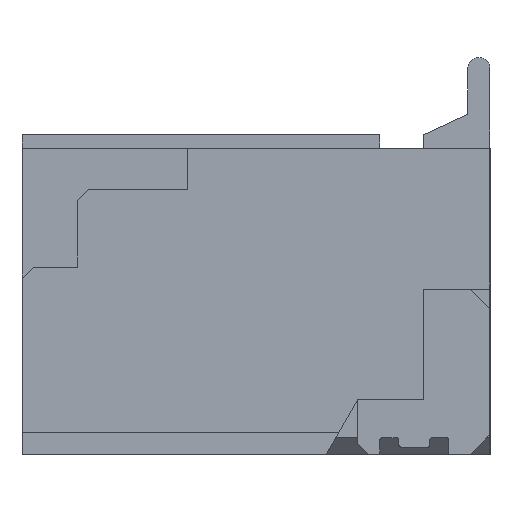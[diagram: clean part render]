
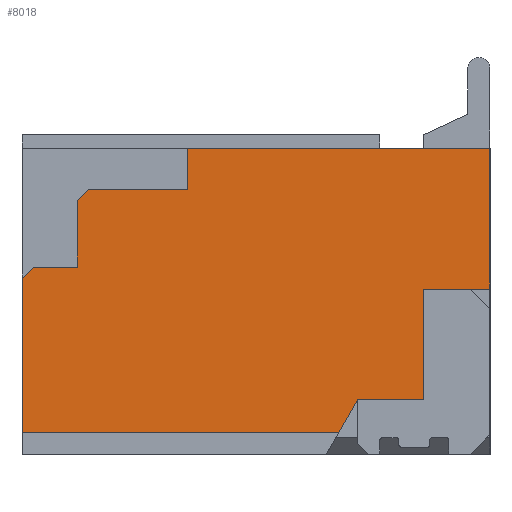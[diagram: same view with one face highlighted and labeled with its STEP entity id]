
A CAD part, left-side view. The second image highlights one B-rep face of the part: STEP entity #8018.
In plain terms, the highlighted planar face has unit normal (-1, 0, 0).
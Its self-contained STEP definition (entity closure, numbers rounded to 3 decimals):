
#39 = ORIENTED_EDGE ( 'NONE', *, *, #5332, .T. ) ;
#167 = LINE ( 'NONE', #6914, #14300 ) ;
#380 = CARTESIAN_POINT ( 'NONE',  ( -6., 0., 1.33 ) ) ;
#474 = DIRECTION ( 'NONE',  ( 0., -1., 0. ) ) ;
#845 = VERTEX_POINT ( 'NONE', #5045 ) ;
#924 = ORIENTED_EDGE ( 'NONE', *, *, #16239, .T. ) ;
#1259 = LINE ( 'NONE', #14040, #13464 ) ;
#1376 = DIRECTION ( 'NONE',  ( 0., 0.707, -0.707 ) ) ;
#1410 = EDGE_CURVE ( 'NONE', #2984, #12557, #1259, .T. ) ;
#1508 = CARTESIAN_POINT ( 'NONE',  ( -6., 3.75, 0.85 ) ) ;
#1530 = DIRECTION ( 'NONE',  ( 0., 0.707, -0.707 ) ) ;
#1637 = FACE_OUTER_BOUND ( 'NONE', #12700, .T. ) ;
#1820 = ORIENTED_EDGE ( 'NONE', *, *, #5726, .T. ) ;
#2005 = CARTESIAN_POINT ( 'NONE',  ( -6., 2.75, 0. ) ) ;
#2268 = CARTESIAN_POINT ( 'NONE',  ( -6., 0., 0.25 ) ) ;
#2303 = DIRECTION ( 'NONE',  ( 0., 0., -1. ) ) ;
#2577 = CARTESIAN_POINT ( 'NONE',  ( -6., 2.75, 0.95 ) ) ;
#2760 = VERTEX_POINT ( 'NONE', #5834 ) ;
#2874 = VERTEX_POINT ( 'NONE', #1508 ) ;
#2920 = CARTESIAN_POINT ( 'NONE',  ( -6., 3.75, 0. ) ) ;
#2984 = VERTEX_POINT ( 'NONE', #13251 ) ;
#3014 = VECTOR ( 'NONE', #2303, 1000. ) ;
#3496 = CARTESIAN_POINT ( 'NONE',  ( -6., 0.6, 0. ) ) ;
#3510 = ORIENTED_EDGE ( 'NONE', *, *, #6475, .F. ) ;
#3560 = LINE ( 'NONE', #8682, #16238 ) ;
#3765 = CARTESIAN_POINT ( 'NONE',  ( -6., 0., 0.05 ) ) ;
#3840 = VERTEX_POINT ( 'NONE', #12546 ) ;
#3885 = CARTESIAN_POINT ( 'NONE',  ( -6., 4.25, 0.15 ) ) ;
#4311 = VERTEX_POINT ( 'NONE', #12608 ) ;
#4574 = VERTEX_POINT ( 'NONE', #5605 ) ;
#4950 = CARTESIAN_POINT ( 'NONE',  ( -6., 0.6, 0.05 ) ) ;
#5045 = CARTESIAN_POINT ( 'NONE',  ( -6., 3.75, 0.25 ) ) ;
#5121 = ORIENTED_EDGE ( 'NONE', *, *, #6142, .F. ) ;
#5234 = VERTEX_POINT ( 'NONE', #4950 ) ;
#5247 = VECTOR ( 'NONE', #1376, 1000. ) ;
#5332 = EDGE_CURVE ( 'NONE', #2760, #2874, #15927, .T. ) ;
#5350 = CARTESIAN_POINT ( 'NONE',  ( -6., 0., 1.33 ) ) ;
#5515 = DIRECTION ( 'NONE',  ( -1., 0., 0. ) ) ;
#5529 = DIRECTION ( 'NONE',  ( 0., 1., 0. ) ) ;
#5550 = VECTOR ( 'NONE', #7542, 1000. ) ;
#5598 = DIRECTION ( 'NONE',  ( 0., 0., 1. ) ) ;
#5605 = CARTESIAN_POINT ( 'NONE',  ( -6., 0.6, -0.95 ) ) ;
#5726 = EDGE_CURVE ( 'NONE', #2984, #15785, #15528, .T. ) ;
#5833 = VECTOR ( 'NONE', #15454, 1000. ) ;
#5834 = CARTESIAN_POINT ( 'NONE',  ( -6., 3.65, 0.95 ) ) ;
#5952 = DIRECTION ( 'NONE',  ( 0., 1., 0. ) ) ;
#5997 = VECTOR ( 'NONE', #5952, 1000. ) ;
#6136 = ORIENTED_EDGE ( 'NONE', *, *, #12146, .T. ) ;
#6142 = EDGE_CURVE ( 'NONE', #5234, #4574, #9341, .T. ) ;
#6466 = LINE ( 'NONE', #10269, #5247 ) ;
#6475 = EDGE_CURVE ( 'NONE', #4311, #15785, #12787, .T. ) ;
#6872 = CARTESIAN_POINT ( 'NONE',  ( -6., 2.3, 2.3 ) ) ;
#6880 = ORIENTED_EDGE ( 'NONE', *, *, #9114, .T. ) ;
#6914 = CARTESIAN_POINT ( 'NONE',  ( -6., 0., 0.95 ) ) ;
#7013 = ORIENTED_EDGE ( 'NONE', *, *, #1410, .F. ) ;
#7078 = CARTESIAN_POINT ( 'NONE',  ( -6., 2.75, 1.33 ) ) ;
#7204 = CARTESIAN_POINT ( 'NONE',  ( -6., 0.489, 0.282 ) ) ;
#7452 = AXIS2_PLACEMENT_3D ( 'NONE', #16125, #5515, #5598 ) ;
#7542 = DIRECTION ( 'NONE',  ( 0., 1., 0. ) ) ;
#7826 = EDGE_CURVE ( 'NONE', #3840, #12557, #6466, .T. ) ;
#7897 = EDGE_CURVE ( 'NONE', #14852, #15846, #14165, .T. ) ;
#8018 = ADVANCED_FACE ( 'NONE', ( #1637 ), #10853, .T. ) ;
#8177 = LINE ( 'NONE', #13536, #8575 ) ;
#8257 = VERTEX_POINT ( 'NONE', #2577 ) ;
#8445 = LINE ( 'NONE', #2920, #12974 ) ;
#8575 = VECTOR ( 'NONE', #474, 1000. ) ;
#8682 = CARTESIAN_POINT ( 'NONE',  ( -6., 0., -0.95 ) ) ;
#8895 = DIRECTION ( 'NONE',  ( 0., -1., 0. ) ) ;
#9027 = ORIENTED_EDGE ( 'NONE', *, *, #7897, .F. ) ;
#9055 = CARTESIAN_POINT ( 'NONE',  ( -6., 0., -1.25 ) ) ;
#9114 = EDGE_CURVE ( 'NONE', #17064, #8257, #9453, .T. ) ;
#9341 = LINE ( 'NONE', #3496, #3014 ) ;
#9403 = EDGE_CURVE ( 'NONE', #8257, #2760, #167, .T. ) ;
#9453 = LINE ( 'NONE', #2005, #10148 ) ;
#9502 = VECTOR ( 'NONE', #1530, 1000. ) ;
#10013 = CARTESIAN_POINT ( 'NONE',  ( -6., 0., 0.05 ) ) ;
#10107 = LINE ( 'NONE', #2268, #5550 ) ;
#10148 = VECTOR ( 'NONE', #13428, 1000. ) ;
#10269 = CARTESIAN_POINT ( 'NONE',  ( -6., 2.2, 2.2 ) ) ;
#10534 = EDGE_CURVE ( 'NONE', #4574, #4311, #3560, .T. ) ;
#10565 = ORIENTED_EDGE ( 'NONE', *, *, #9403, .T. ) ;
#10853 = PLANE ( 'NONE',  #7452 ) ;
#12008 = ORIENTED_EDGE ( 'NONE', *, *, #15909, .F. ) ;
#12146 = EDGE_CURVE ( 'NONE', #845, #3840, #10107, .T. ) ;
#12546 = CARTESIAN_POINT ( 'NONE',  ( -6., 4.15, 0.25 ) ) ;
#12557 = VERTEX_POINT ( 'NONE', #3885 ) ;
#12608 = CARTESIAN_POINT ( 'NONE',  ( -6., 1.2, -0.95 ) ) ;
#12618 = DIRECTION ( 'NONE',  ( 0., 0.5, -0.866 ) ) ;
#12700 = EDGE_LOOP ( 'NONE', ( #7013, #1820, #3510, #15809, #5121, #13024, #9027, #12008, #6880, #10565, #39, #924, #6136, #16959 ) ) ;
#12787 = LINE ( 'NONE', #7204, #14341 ) ;
#12824 = DIRECTION ( 'NONE',  ( 0., 0., 1. ) ) ;
#12974 = VECTOR ( 'NONE', #13708, 1000. ) ;
#13024 = ORIENTED_EDGE ( 'NONE', *, *, #14088, .F. ) ;
#13251 = CARTESIAN_POINT ( 'NONE',  ( -6., 4.25, -1.25 ) ) ;
#13428 = DIRECTION ( 'NONE',  ( 0., 0., -1. ) ) ;
#13464 = VECTOR ( 'NONE', #12824, 1000. ) ;
#13536 = CARTESIAN_POINT ( 'NONE',  ( -6., 1., 1.33 ) ) ;
#13708 = DIRECTION ( 'NONE',  ( 0., 0., -1. ) ) ;
#14040 = CARTESIAN_POINT ( 'NONE',  ( -6., 4.25, 1.45 ) ) ;
#14088 = EDGE_CURVE ( 'NONE', #15846, #5234, #16569, .T. ) ;
#14165 = LINE ( 'NONE', #5350, #5833 ) ;
#14300 = VECTOR ( 'NONE', #5529, 1000. ) ;
#14341 = VECTOR ( 'NONE', #12618, 1000. ) ;
#14852 = VERTEX_POINT ( 'NONE', #380 ) ;
#15313 = DIRECTION ( 'NONE',  ( 0., 1., 0. ) ) ;
#15454 = DIRECTION ( 'NONE',  ( 0., 0., -1. ) ) ;
#15528 = LINE ( 'NONE', #9055, #16211 ) ;
#15785 = VERTEX_POINT ( 'NONE', #15843 ) ;
#15809 = ORIENTED_EDGE ( 'NONE', *, *, #10534, .F. ) ;
#15843 = CARTESIAN_POINT ( 'NONE',  ( -6., 1.373, -1.25 ) ) ;
#15846 = VERTEX_POINT ( 'NONE', #3765 ) ;
#15909 = EDGE_CURVE ( 'NONE', #17064, #14852, #8177, .T. ) ;
#15927 = LINE ( 'NONE', #6872, #9502 ) ;
#16125 = CARTESIAN_POINT ( 'NONE',  ( -6., 0., 0. ) ) ;
#16211 = VECTOR ( 'NONE', #8895, 1000. ) ;
#16238 = VECTOR ( 'NONE', #15313, 1000. ) ;
#16239 = EDGE_CURVE ( 'NONE', #2874, #845, #8445, .T. ) ;
#16569 = LINE ( 'NONE', #10013, #5997 ) ;
#16959 = ORIENTED_EDGE ( 'NONE', *, *, #7826, .T. ) ;
#17064 = VERTEX_POINT ( 'NONE', #7078 ) ;
